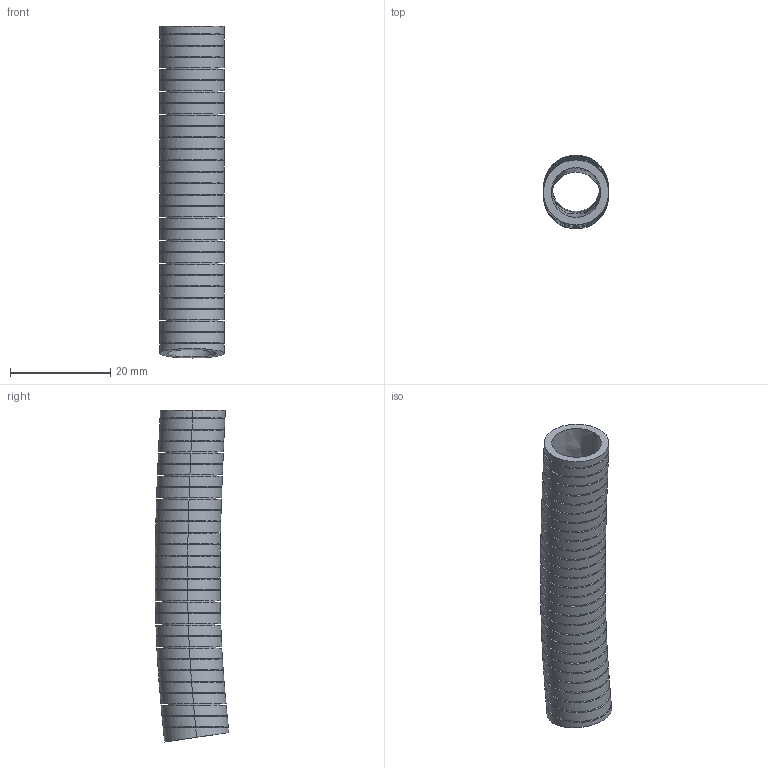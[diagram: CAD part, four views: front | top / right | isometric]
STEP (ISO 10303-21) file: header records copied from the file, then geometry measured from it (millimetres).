
FILE_DESCRIPTION (( 'STEP AP214' ), '1' );
FILE_NAME ('SM-1013-HY.STEP', '2007-12-08T04:48:48', ( '*' ), ( '' ), 'SwSTEP 2.0', 'SolidWorks 2007', '' );
FILE_SCHEMA (( 'AUTOMOTIVE_DESIGN' ));
Length unit declared in the file: inch
Products named in the file (1): SM-1013-HY
Bounding box: 12.95 x 14.69 x 66.22 mm (x, y, z)
Volume: 3253.3 mm3; surface area: 7264.3 mm2
Topology: 1 solids, 1 shells, 174 faces, 348 edges, 232 vertices
Faces by surface type: bspline 60, plane 58, cylinder 56
Entity records: 13511 total; most frequent: CARTESIAN_POINT 8025, ORIENTED_EDGE 696, DIRECTION 526, EDGE_CURVE 348, AXIS2_PLACEMENT_3D 235, VERTEX_POINT 232, EDGE_LOOP 232, UNCERTAINTY_MEASURE_WITH_UNIT 176
